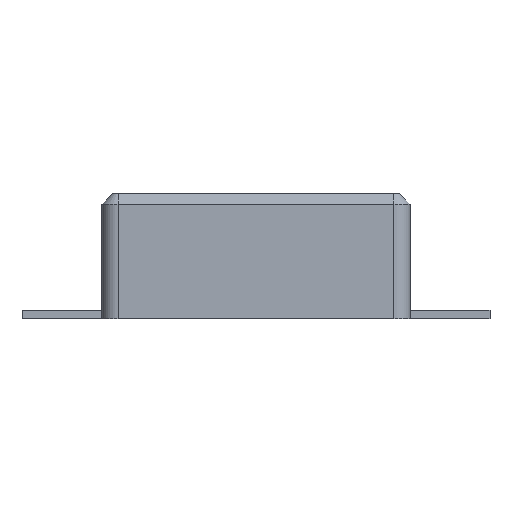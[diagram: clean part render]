
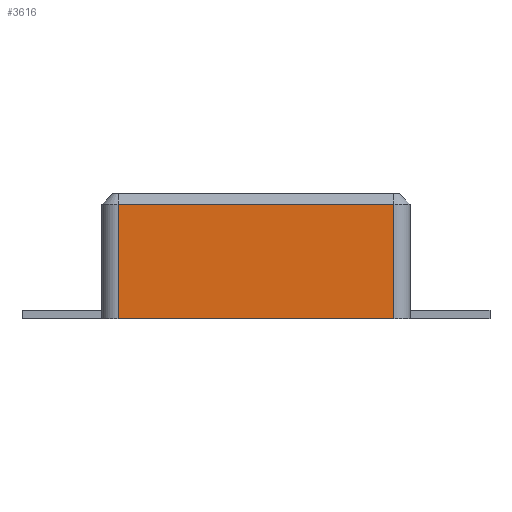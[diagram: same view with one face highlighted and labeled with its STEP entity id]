
A CAD part, left-side view. The second image highlights one B-rep face of the part: STEP entity #3616.
In plain terms, the highlighted planar face has unit normal (-1, 0, 0).
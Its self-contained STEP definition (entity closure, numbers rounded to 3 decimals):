
#13=DIRECTION('',(0.,0.,1.));
#62=VECTOR('',#13,1.);
#80=VECTOR('',#81,1.);
#81=DIRECTION('',(0.,-1.,0.));
#84=DIRECTION('',(1.,0.,0.));
#102=VECTOR('',#103,1.);
#103=DIRECTION('',(0.,1.,0.));
#1647=VERTEX_POINT('',#1648);
#1648=CARTESIAN_POINT('',(-3.475,1.265,0.));
#1653=ORIENTED_EDGE('',*,*,#1654,.T.);
#1654=EDGE_CURVE('',#1647,#1655,#1657,.T.);
#1655=VERTEX_POINT('',#1656);
#1656=CARTESIAN_POINT('',(-3.475,1.265,1.05));
#1657=LINE('',#1648,#62);
#1672=VERTEX_POINT('',#1673);
#1673=CARTESIAN_POINT('',(-3.475,-1.265,0.));
#1677=ORIENTED_EDGE('',*,*,#1678,.F.);
#1678=EDGE_CURVE('',#1647,#1672,#1679,.T.);
#1679=LINE('',#1680,#80);
#1680=CARTESIAN_POINT('',(-3.475,1.415,0.));
#3616=ADVANCED_FACE('',(#3617),#3627,.F.);
#3617=FACE_BOUND('',#3618,.F.);
#3618=EDGE_LOOP('',(#1653,#3619,#3624,#1677));
#3619=ORIENTED_EDGE('',*,*,#3620,.F.);
#3620=EDGE_CURVE('',#3621,#1655,#3623,.T.);
#3621=VERTEX_POINT('',#3622);
#3622=CARTESIAN_POINT('',(-3.475,-1.265,1.05));
#3623=LINE('',#3622,#102);
#3624=ORIENTED_EDGE('',*,*,#3625,.F.);
#3625=EDGE_CURVE('',#1672,#3621,#3626,.T.);
#3626=LINE('',#1673,#62);
#3627=PLANE('',#3628);
#3628=AXIS2_PLACEMENT_3D('',#1680,#84,#81);
